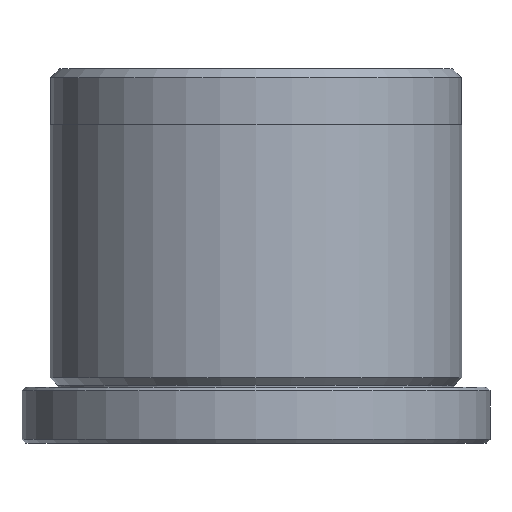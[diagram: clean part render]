
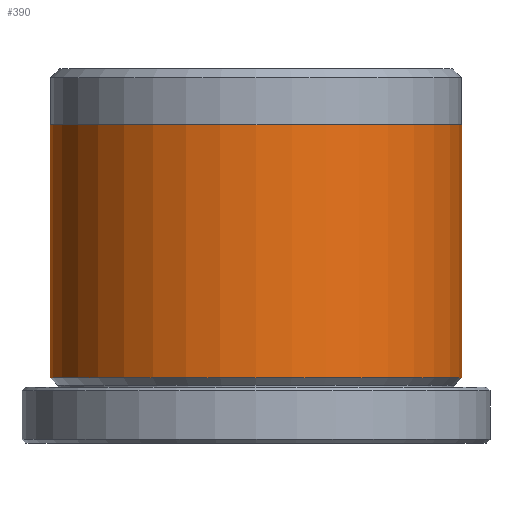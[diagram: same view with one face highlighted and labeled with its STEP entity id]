
A CAD part, front view. The second image highlights one B-rep face of the part: STEP entity #390.
In plain terms, the highlighted cylindrical face has radius 11 mm (diameter 22 mm), a partial arc.
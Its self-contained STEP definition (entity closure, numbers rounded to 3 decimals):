
#25 = EDGE_CURVE ( 'NONE', #1378, #245, #740, .T. ) ;
#57 = CARTESIAN_POINT ( 'NONE',  ( -11., 0., 17. ) ) ;
#119 = EDGE_CURVE ( 'NONE', #803, #327, #975, .T. ) ;
#151 = CYLINDRICAL_SURFACE ( 'NONE', #258, 11. ) ;
#219 = EDGE_CURVE ( 'NONE', #803, #245, #696, .T. ) ;
#245 = VERTEX_POINT ( 'NONE', #636 ) ;
#247 = DIRECTION ( 'NONE',  ( 0., 0., -1. ) ) ;
#258 = AXIS2_PLACEMENT_3D ( 'NONE', #569, #839, #706 ) ;
#275 = DIRECTION ( 'NONE',  ( 1., 0., 0. ) ) ;
#281 = DIRECTION ( 'NONE',  ( 0., 0., 1. ) ) ;
#285 = CARTESIAN_POINT ( 'NONE',  ( 0., 0., 17. ) ) ;
#304 = EDGE_CURVE ( 'NONE', #327, #1378, #1701, .T. ) ;
#323 = VECTOR ( 'NONE', #247, 1000. ) ;
#327 = VERTEX_POINT ( 'NONE', #1400 ) ;
#389 = AXIS2_PLACEMENT_3D ( 'NONE', #285, #281, #275 ) ;
#390 = ADVANCED_FACE ( 'NONE', ( #568 ), #151, .T. ) ;
#462 = DIRECTION ( 'NONE',  ( 0., 0., -1. ) ) ;
#464 = ORIENTED_EDGE ( 'NONE', *, *, #304, .F. ) ;
#474 = CARTESIAN_POINT ( 'NONE',  ( 0., 0., 3.5 ) ) ;
#568 = FACE_OUTER_BOUND ( 'NONE', #1407, .T. ) ;
#569 = CARTESIAN_POINT ( 'NONE',  ( 0., 0., 20. ) ) ;
#636 = CARTESIAN_POINT ( 'NONE',  ( -11., 0., 3.5 ) ) ;
#696 = LINE ( 'NONE', #718, #323 ) ;
#706 = DIRECTION ( 'NONE',  ( -1., 0., 0. ) ) ;
#718 = CARTESIAN_POINT ( 'NONE',  ( -11., 0., 20. ) ) ;
#740 = CIRCLE ( 'NONE', #1575, 11. ) ;
#803 = VERTEX_POINT ( 'NONE', #57 ) ;
#834 = CARTESIAN_POINT ( 'NONE',  ( 11., 0., 20. ) ) ;
#839 = DIRECTION ( 'NONE',  ( 0., 0., -1. ) ) ;
#975 = CIRCLE ( 'NONE', #389, 11. ) ;
#982 = VECTOR ( 'NONE', #1820, 1000. ) ;
#1055 = CARTESIAN_POINT ( 'NONE',  ( 11., 0., 3.5 ) ) ;
#1261 = ORIENTED_EDGE ( 'NONE', *, *, #119, .F. ) ;
#1378 = VERTEX_POINT ( 'NONE', #1055 ) ;
#1400 = CARTESIAN_POINT ( 'NONE',  ( 11., 0., 17. ) ) ;
#1407 = EDGE_LOOP ( 'NONE', ( #464, #1261, #1474, #1756 ) ) ;
#1464 = DIRECTION ( 'NONE',  ( -1., 0., 0. ) ) ;
#1474 = ORIENTED_EDGE ( 'NONE', *, *, #219, .T. ) ;
#1575 = AXIS2_PLACEMENT_3D ( 'NONE', #474, #462, #1464 ) ;
#1701 = LINE ( 'NONE', #834, #982 ) ;
#1756 = ORIENTED_EDGE ( 'NONE', *, *, #25, .F. ) ;
#1820 = DIRECTION ( 'NONE',  ( 0., 0., -1. ) ) ;
